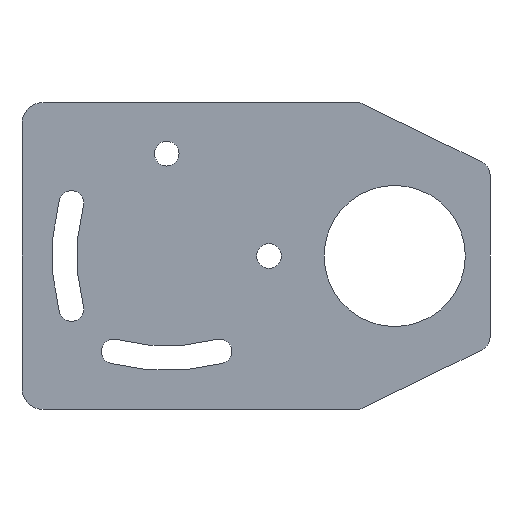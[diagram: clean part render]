
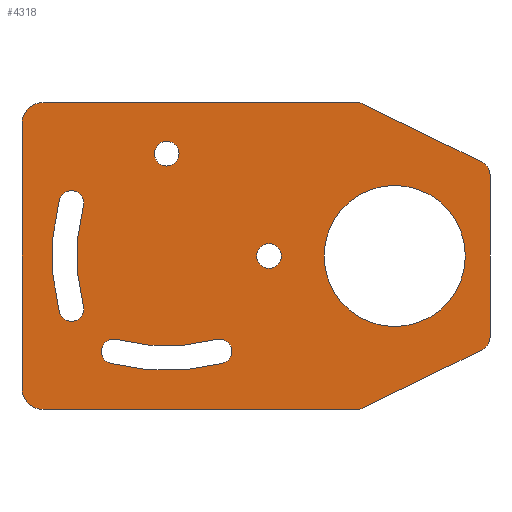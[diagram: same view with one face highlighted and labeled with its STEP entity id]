
A CAD part, left-side view. The second image highlights one B-rep face of the part: STEP entity #4318.
In plain terms, the highlighted planar face has unit normal (-1, 0, 0).
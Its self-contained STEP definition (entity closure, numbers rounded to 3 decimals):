
#1=CARTESIAN_POINT('',(0.,-27.8,0.));
#2=DIRECTION('',(1.,0.,0.));
#3=DIRECTION('',(0.,-1.,0.));
#4=AXIS2_PLACEMENT_3D('',#1,#2,#3);
#6=CARTESIAN_POINT('',(0.,-27.8,0.));
#7=DIRECTION('',(1.,0.,0.));
#8=DIRECTION('',(0.,1.,0.));
#9=AXIS2_PLACEMENT_3D('',#6,#7,#8);
#11=CARTESIAN_POINT('',(0.,4.5,14.5));
#12=DIRECTION('',(-1.,0.,0.));
#13=DIRECTION('',(0.,1.,0.));
#14=AXIS2_PLACEMENT_3D('',#11,#12,#13);
#16=CARTESIAN_POINT('',(0.,4.5,14.5));
#17=DIRECTION('',(-1.,0.,0.));
#18=DIRECTION('',(0.,-1.,0.));
#19=AXIS2_PLACEMENT_3D('',#16,#17,#18);
#21=CARTESIAN_POINT('',(0.,12.006,-13.512));
#22=DIRECTION('',(-1.,0.,0.));
#23=DIRECTION('',(0.,-0.259,0.966));
#24=AXIS2_PLACEMENT_3D('',#21,#22,#23);
#26=CARTESIAN_POINT('',(0.,4.5,14.5));
#27=DIRECTION('',(-1.,0.,0.));
#28=DIRECTION('',(0.,0.259,-0.966));
#29=AXIS2_PLACEMENT_3D('',#26,#27,#28);
#31=CARTESIAN_POINT('',(0.,-3.006,-13.512));
#32=DIRECTION('',(-1.,0.,0.));
#33=DIRECTION('',(0.,-0.259,-0.966));
#34=AXIS2_PLACEMENT_3D('',#31,#32,#33);
#36=CARTESIAN_POINT('',(0.,4.5,14.5));
#37=DIRECTION('',(-1.,0.,0.));
#38=DIRECTION('',(0.,0.259,-0.966));
#39=AXIS2_PLACEMENT_3D('',#36,#37,#38);
#41=CARTESIAN_POINT('',(0.,-10.,0.));
#42=DIRECTION('',(-1.,0.,0.));
#43=DIRECTION('',(0.,0.,1.));
#44=AXIS2_PLACEMENT_3D('',#41,#42,#43);
#46=CARTESIAN_POINT('',(0.,-10.,0.));
#47=DIRECTION('',(-1.,0.,0.));
#48=DIRECTION('',(0.,0.,-1.));
#49=AXIS2_PLACEMENT_3D('',#46,#47,#48);
#51=CARTESIAN_POINT('',(0.,18.012,7.506));
#52=DIRECTION('',(-1.,0.,0.));
#53=DIRECTION('',(0.,-0.966,-0.259));
#54=AXIS2_PLACEMENT_3D('',#51,#52,#53);
#56=CARTESIAN_POINT('',(0.,-10.,0.));
#57=DIRECTION('',(-1.,0.,0.));
#58=DIRECTION('',(0.,0.966,0.259));
#59=AXIS2_PLACEMENT_3D('',#56,#57,#58);
#61=CARTESIAN_POINT('',(0.,18.012,-7.506));
#62=DIRECTION('',(-1.,0.,0.));
#63=DIRECTION('',(0.,0.966,-0.259));
#64=AXIS2_PLACEMENT_3D('',#61,#62,#63);
#66=CARTESIAN_POINT('',(0.,-10.,0.));
#67=DIRECTION('',(-1.,0.,0.));
#68=DIRECTION('',(0.,0.966,0.259));
#69=AXIS2_PLACEMENT_3D('',#66,#67,#68);
#71=DIRECTION('',(0.,0.,-1.));
#72=VECTOR('',#71,37.5);
#73=CARTESIAN_POINT('',(0.,25.,18.75));
#74=LINE('',#73,#72);
#75=CARTESIAN_POINT('',(0.,22.,18.75));
#76=DIRECTION('',(-1.,0.,0.));
#77=DIRECTION('',(0.,0.,1.));
#78=AXIS2_PLACEMENT_3D('',#75,#76,#77);
#80=CARTESIAN_POINT('',(0.,-22.386,19.75));
#81=DIRECTION('',(-1.,0.,0.));
#82=DIRECTION('',(0.,-0.438,0.899));
#83=AXIS2_PLACEMENT_3D('',#80,#81,#82);
#85=DIRECTION('',(0.,0.899,0.438));
#86=VECTOR('',#85,18.819);
#87=CARTESIAN_POINT('',(0.,-40.177,13.298));
#88=LINE('',#87,#86);
#89=CARTESIAN_POINT('',(0.,-39.3,11.5));
#90=DIRECTION('',(-1.,0.,0.));
#91=DIRECTION('',(0.,-1.,0.));
#92=AXIS2_PLACEMENT_3D('',#89,#90,#91);
#94=DIRECTION('',(0.,0.,-1.));
#95=VECTOR('',#94,23.001);
#96=CARTESIAN_POINT('',(0.,-41.3,11.5));
#97=LINE('',#96,#95);
#98=CARTESIAN_POINT('',(0.,-39.3,-11.5));
#99=DIRECTION('',(-1.,0.,0.));
#100=DIRECTION('',(0.,-0.438,-0.899));
#101=AXIS2_PLACEMENT_3D('',#98,#99,#100);
#103=DIRECTION('',(0.,-0.899,0.438));
#104=VECTOR('',#103,18.819);
#105=CARTESIAN_POINT('',(0.,-23.262,-21.548));
#106=LINE('',#105,#104);
#107=CARTESIAN_POINT('',(0.,-22.386,-19.75));
#108=DIRECTION('',(-1.,0.,0.));
#109=DIRECTION('',(0.,0.,-1.));
#110=AXIS2_PLACEMENT_3D('',#107,#108,#109);
#112=CARTESIAN_POINT('',(0.,22.,-18.75));
#113=DIRECTION('',(-1.,0.,0.));
#114=DIRECTION('',(0.,1.,0.));
#115=AXIS2_PLACEMENT_3D('',#112,#113,#114);
#1257=DIRECTION('',(0.,-1.,0.));
#1258=VECTOR('',#1257,44.386);
#1259=CARTESIAN_POINT('',(0.,22.,-21.75));
#1260=LINE('',#1259,#1258);
#1297=DIRECTION('',(0.,1.,0.));
#1298=VECTOR('',#1297,44.386);
#1299=CARTESIAN_POINT('',(0.,-22.386,21.75));
#1300=LINE('',#1299,#1298);
#3197=CARTESIAN_POINT('',(0.,-22.386,-21.75));
#3198=CARTESIAN_POINT('',(0.,-23.262,-21.548));
#3199=VERTEX_POINT('',#3197);
#3200=VERTEX_POINT('',#3198);
#3209=CARTESIAN_POINT('',(0.,-23.262,21.548));
#3210=VERTEX_POINT('',#3209);
#3211=CARTESIAN_POINT('',(0.,-22.386,21.75));
#3212=VERTEX_POINT('',#3211);
#3217=CARTESIAN_POINT('',(0.,-37.8,0.));
#3218=VERTEX_POINT('',#3217);
#3219=CARTESIAN_POINT('',(0.,-17.8,0.));
#3220=VERTEX_POINT('',#3219);
#3225=CARTESIAN_POINT('',(0.,-40.177,-13.298));
#3226=VERTEX_POINT('',#3225);
#3227=CARTESIAN_POINT('',(0.,-41.3,-11.5));
#3228=VERTEX_POINT('',#3227);
#3229=CARTESIAN_POINT('',(0.,-41.3,11.5));
#3230=CARTESIAN_POINT('',(0.,-40.177,13.298));
#3231=VERTEX_POINT('',#3229);
#3232=VERTEX_POINT('',#3230);
#3237=CARTESIAN_POINT('',(0.,25.,18.75));
#3238=CARTESIAN_POINT('',(0.,25.,-18.75));
#3239=VERTEX_POINT('',#3237);
#3240=VERTEX_POINT('',#3238);
#3247=CARTESIAN_POINT('',(0.,22.,-21.75));
#3248=VERTEX_POINT('',#3247);
#3251=CARTESIAN_POINT('',(0.,22.,21.75));
#3252=VERTEX_POINT('',#3251);
#3253=CARTESIAN_POINT('',(0.,6.25,14.5));
#3254=CARTESIAN_POINT('',(0.,2.75,14.5));
#3255=VERTEX_POINT('',#3253);
#3256=VERTEX_POINT('',#3254);
#3257=CARTESIAN_POINT('',(0.,11.553,-11.821));
#3258=CARTESIAN_POINT('',(0.,12.459,-15.202));
#3259=VERTEX_POINT('',#3257);
#3260=VERTEX_POINT('',#3258);
#3261=CARTESIAN_POINT('',(0.,-3.459,-15.202));
#3262=VERTEX_POINT('',#3261);
#3263=CARTESIAN_POINT('',(0.,-2.553,-11.821));
#3264=VERTEX_POINT('',#3263);
#4225=CARTESIAN_POINT('',(0.,-10.,1.75));
#4226=CARTESIAN_POINT('',(0.,-10.,-1.75));
#4227=VERTEX_POINT('',#4225);
#4228=VERTEX_POINT('',#4226);
#4229=CARTESIAN_POINT('',(0.,16.321,7.053));
#4230=CARTESIAN_POINT('',(0.,19.702,7.959));
#4231=VERTEX_POINT('',#4229);
#4232=VERTEX_POINT('',#4230);
#4233=CARTESIAN_POINT('',(0.,19.702,-7.959));
#4234=VERTEX_POINT('',#4233);
#4235=CARTESIAN_POINT('',(0.,16.321,-7.053));
#4236=VERTEX_POINT('',#4235);
#4249=CARTESIAN_POINT('',(0.,0.,0.));
#4250=DIRECTION('',(1.,0.,0.));
#4251=DIRECTION('',(0.,-1.,0.));
#4252=AXIS2_PLACEMENT_3D('',#4249,#4250,#4251);
#4253=PLANE('',#4252);
#4255=ORIENTED_EDGE('',*,*,#4254,.F.);
#4257=ORIENTED_EDGE('',*,*,#4256,.F.);
#4259=ORIENTED_EDGE('',*,*,#4258,.F.);
#4261=ORIENTED_EDGE('',*,*,#4260,.F.);
#4263=ORIENTED_EDGE('',*,*,#4262,.F.);
#4265=ORIENTED_EDGE('',*,*,#4264,.F.);
#4267=ORIENTED_EDGE('',*,*,#4266,.T.);
#4269=ORIENTED_EDGE('',*,*,#4268,.F.);
#4271=ORIENTED_EDGE('',*,*,#4270,.F.);
#4273=ORIENTED_EDGE('',*,*,#4272,.F.);
#4275=ORIENTED_EDGE('',*,*,#4274,.F.);
#4277=ORIENTED_EDGE('',*,*,#4276,.F.);
#4278=EDGE_LOOP('',(#4255,#4257,#4259,#4261,#4263,#4265,#4267,#4269,#4271,#4273,
#4275,#4277));
#4279=FACE_OUTER_BOUND('',#4278,.F.);
#4281=ORIENTED_EDGE('',*,*,#4280,.T.);
#4283=ORIENTED_EDGE('',*,*,#4282,.T.);
#4284=EDGE_LOOP('',(#4281,#4283));
#4285=FACE_BOUND('',#4284,.F.);
#4287=ORIENTED_EDGE('',*,*,#4286,.T.);
#4289=ORIENTED_EDGE('',*,*,#4288,.T.);
#4291=ORIENTED_EDGE('',*,*,#4290,.T.);
#4293=ORIENTED_EDGE('',*,*,#4292,.F.);
#4294=EDGE_LOOP('',(#4287,#4289,#4291,#4293));
#4295=FACE_BOUND('',#4294,.F.);
#4297=ORIENTED_EDGE('',*,*,#4296,.T.);
#4299=ORIENTED_EDGE('',*,*,#4298,.T.);
#4300=EDGE_LOOP('',(#4297,#4299));
#4301=FACE_BOUND('',#4300,.F.);
#4303=ORIENTED_EDGE('',*,*,#4302,.T.);
#4305=ORIENTED_EDGE('',*,*,#4304,.T.);
#4307=ORIENTED_EDGE('',*,*,#4306,.T.);
#4309=ORIENTED_EDGE('',*,*,#4308,.F.);
#4310=EDGE_LOOP('',(#4303,#4305,#4307,#4309));
#4311=FACE_BOUND('',#4310,.F.);
#4313=ORIENTED_EDGE('',*,*,#4312,.F.);
#4315=ORIENTED_EDGE('',*,*,#4314,.F.);
#4316=EDGE_LOOP('',(#4313,#4315));
#4317=FACE_BOUND('',#4316,.F.);
#4318=ADVANCED_FACE('',(#4279,#4285,#4295,#4301,#4311,#4317),#4253,.F.);
#5=CIRCLE('',#4,10.);
#10=CIRCLE('',#9,10.);
#15=CIRCLE('',#14,1.75);
#20=CIRCLE('',#19,1.75);
#25=CIRCLE('',#24,1.75);
#30=CIRCLE('',#29,30.75);
#35=CIRCLE('',#34,1.75);
#40=CIRCLE('',#39,27.25);
#45=CIRCLE('',#44,1.75);
#50=CIRCLE('',#49,1.75);
#55=CIRCLE('',#54,1.75);
#60=CIRCLE('',#59,30.75);
#65=CIRCLE('',#64,1.75);
#70=CIRCLE('',#69,27.25);
#79=CIRCLE('',#78,3.);
#84=CIRCLE('',#83,2.);
#93=CIRCLE('',#92,2.);
#102=CIRCLE('',#101,2.);
#111=CIRCLE('',#110,2.);
#116=CIRCLE('',#115,3.);
#4254=EDGE_CURVE('',#3239,#3240,#74,.T.);
#4256=EDGE_CURVE('',#3252,#3239,#79,.T.);
#4258=EDGE_CURVE('',#3212,#3252,#1300,.T.);
#4260=EDGE_CURVE('',#3210,#3212,#84,.T.);
#4262=EDGE_CURVE('',#3232,#3210,#88,.T.);
#4264=EDGE_CURVE('',#3231,#3232,#93,.T.);
#4266=EDGE_CURVE('',#3231,#3228,#97,.T.);
#4268=EDGE_CURVE('',#3226,#3228,#102,.T.);
#4270=EDGE_CURVE('',#3200,#3226,#106,.T.);
#4272=EDGE_CURVE('',#3199,#3200,#111,.T.);
#4274=EDGE_CURVE('',#3248,#3199,#1260,.T.);
#4276=EDGE_CURVE('',#3240,#3248,#116,.T.);
#4280=EDGE_CURVE('',#3255,#3256,#15,.T.);
#4282=EDGE_CURVE('',#3256,#3255,#20,.T.);
#4286=EDGE_CURVE('',#3259,#3260,#25,.T.);
#4288=EDGE_CURVE('',#3260,#3262,#30,.T.);
#4290=EDGE_CURVE('',#3262,#3264,#35,.T.);
#4292=EDGE_CURVE('',#3259,#3264,#40,.T.);
#4296=EDGE_CURVE('',#4227,#4228,#45,.T.);
#4298=EDGE_CURVE('',#4228,#4227,#50,.T.);
#4302=EDGE_CURVE('',#4231,#4232,#55,.T.);
#4304=EDGE_CURVE('',#4232,#4234,#60,.T.);
#4306=EDGE_CURVE('',#4234,#4236,#65,.T.);
#4308=EDGE_CURVE('',#4231,#4236,#70,.T.);
#4312=EDGE_CURVE('',#3218,#3220,#5,.T.);
#4314=EDGE_CURVE('',#3220,#3218,#10,.T.);
